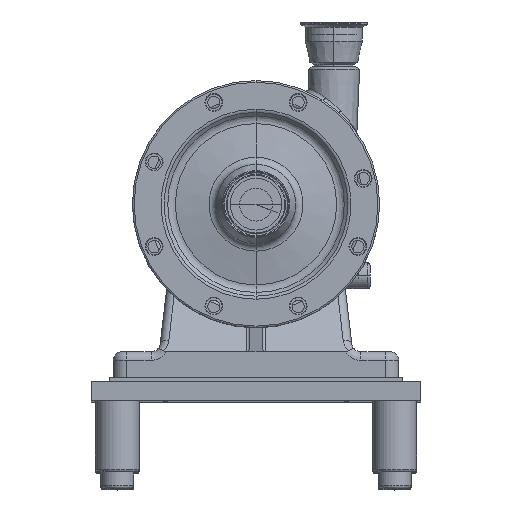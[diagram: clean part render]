
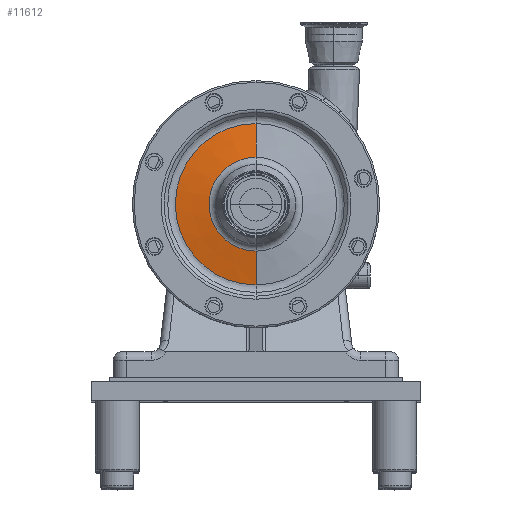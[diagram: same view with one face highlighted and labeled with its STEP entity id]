
A CAD part, top view. The second image highlights one B-rep face of the part: STEP entity #11612.
In plain terms, the highlighted conical face has half-angle 80 degrees and reference radius 93.263 mm.
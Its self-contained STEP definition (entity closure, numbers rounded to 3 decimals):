
#1241 = DIRECTION ( 'NONE',  ( 0., 1., 0. ) ) ;
#3735 = CIRCLE ( 'NONE', #20684, 93.264 ) ;
#5101 = CARTESIAN_POINT ( 'NONE',  ( 0., 0., 133.589 ) ) ;
#5153 = VECTOR ( 'NONE', #25457, 1000. ) ;
#5668 = VECTOR ( 'NONE', #8712, 1000. ) ;
#5994 = EDGE_CURVE ( 'NONE', #27365, #18734, #24735, .T. ) ;
#6068 = LINE ( 'NONE', #13181, #5668 ) ;
#6088 = AXIS2_PLACEMENT_3D ( 'NONE', #12776, #30076, #12616 ) ;
#7311 = DIRECTION ( 'NONE',  ( 0., 1., 0. ) ) ;
#7421 = CARTESIAN_POINT ( 'NONE',  ( 0., -93.264, 126.712 ) ) ;
#8563 = EDGE_CURVE ( 'NONE', #27365, #22073, #6068, .T. ) ;
#8712 = DIRECTION ( 'NONE',  ( 0., 0.985, -0.174 ) ) ;
#10044 = LINE ( 'NONE', #7421, #5153 ) ;
#10446 = ORIENTED_EDGE ( 'NONE', *, *, #5994, .F. ) ;
#11612 = ADVANCED_FACE ( 'NONE', ( #27574 ), #22505, .T. ) ;
#12209 = CARTESIAN_POINT ( 'NONE',  ( 0., 54.264, 133.589 ) ) ;
#12616 = DIRECTION ( 'NONE',  ( 0., -1., 0. ) ) ;
#12776 = CARTESIAN_POINT ( 'NONE',  ( 0., 0., 126.712 ) ) ;
#13181 = CARTESIAN_POINT ( 'NONE',  ( 0., 93.264, 126.712 ) ) ;
#16163 = CARTESIAN_POINT ( 'NONE',  ( 0., 0., 126.712 ) ) ;
#18734 = VERTEX_POINT ( 'NONE', #23414 ) ;
#18877 = ORIENTED_EDGE ( 'NONE', *, *, #27508, .F. ) ;
#19955 = AXIS2_PLACEMENT_3D ( 'NONE', #5101, #22530, #7311 ) ;
#20684 = AXIS2_PLACEMENT_3D ( 'NONE', #16163, #24466, #1241 ) ;
#22073 = VERTEX_POINT ( 'NONE', #27169 ) ;
#22505 = CONICAL_SURFACE ( 'NONE', #6088, 93.264, 1.396 ) ;
#22530 = DIRECTION ( 'NONE',  ( 0., 0., 1. ) ) ;
#22837 = VERTEX_POINT ( 'NONE', #26232 ) ;
#23414 = CARTESIAN_POINT ( 'NONE',  ( 0., -54.264, 133.589 ) ) ;
#24466 = DIRECTION ( 'NONE',  ( 0., 0., 1. ) ) ;
#24735 = CIRCLE ( 'NONE', #19955, 54.264 ) ;
#25136 = ORIENTED_EDGE ( 'NONE', *, *, #30903, .T. ) ;
#25457 = DIRECTION ( 'NONE',  ( 0., -0.985, -0.174 ) ) ;
#25645 = ORIENTED_EDGE ( 'NONE', *, *, #8563, .T. ) ;
#26232 = CARTESIAN_POINT ( 'NONE',  ( 0., -93.264, 126.712 ) ) ;
#27169 = CARTESIAN_POINT ( 'NONE',  ( 0., 93.264, 126.712 ) ) ;
#27365 = VERTEX_POINT ( 'NONE', #12209 ) ;
#27508 = EDGE_CURVE ( 'NONE', #18734, #22837, #10044, .T. ) ;
#27574 = FACE_OUTER_BOUND ( 'NONE', #32830, .T. ) ;
#30076 = DIRECTION ( 'NONE',  ( 0., 0., -1. ) ) ;
#30903 = EDGE_CURVE ( 'NONE', #22073, #22837, #3735, .T. ) ;
#32830 = EDGE_LOOP ( 'NONE', ( #10446, #25645, #25136, #18877 ) ) ;
